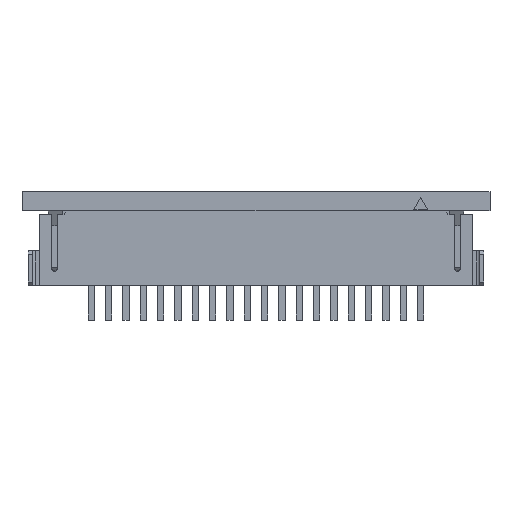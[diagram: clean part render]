
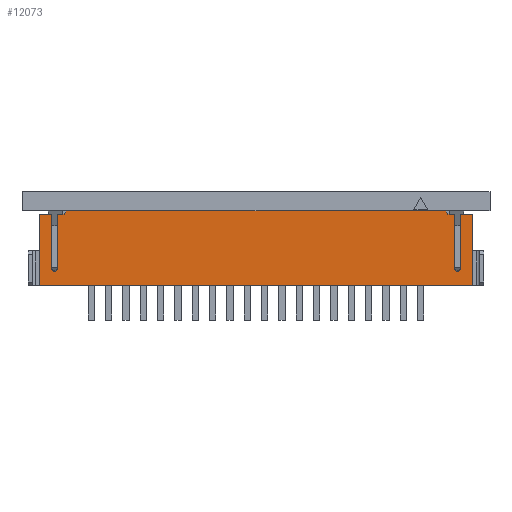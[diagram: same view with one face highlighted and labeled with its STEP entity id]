
A CAD part, front view. The second image highlights one B-rep face of the part: STEP entity #12073.
In plain terms, the highlighted planar face has unit normal (0, -1, 0).
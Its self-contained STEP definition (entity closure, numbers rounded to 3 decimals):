
#9=DIRECTION('',(0.,0.,-1.));
#10=VECTOR('',#9,4.1);
#11=CARTESIAN_POINT('',(-12.5,0.,4.1));
#12=LINE('',#11,#10);
#1750=DIRECTION('',(0.,0.,-1.));
#1751=VECTOR('',#1750,3.15);
#1752=CARTESIAN_POINT('',(-11.775,0.,4.1));
#1753=LINE('',#1752,#1751);
#1754=CARTESIAN_POINT('',(-11.625,0.,0.95));
#1755=DIRECTION('',(0.,-1.,0.));
#1756=DIRECTION('',(-1.,0.,0.));
#1757=AXIS2_PLACEMENT_3D('',#1754,#1755,#1756);
#1759=DIRECTION('',(0.,0.,1.));
#1760=VECTOR('',#1759,3.15);
#1761=CARTESIAN_POINT('',(-11.475,0.,0.95));
#1762=LINE('',#1761,#1760);
#1763=DIRECTION('',(1.,0.,0.));
#1764=VECTOR('',#1763,0.4);
#1765=CARTESIAN_POINT('',(-11.475,0.,4.1));
#1766=LINE('',#1765,#1764);
#1767=DIRECTION('',(0.6,0.,0.8));
#1768=VECTOR('',#1767,0.25);
#1769=CARTESIAN_POINT('',(-11.075,0.,4.1));
#1770=LINE('',#1769,#1768);
#1771=DIRECTION('',(1.,0.,0.));
#1772=VECTOR('',#1771,21.85);
#1773=CARTESIAN_POINT('',(-10.925,0.,4.3));
#1774=LINE('',#1773,#1772);
#1775=DIRECTION('',(0.6,0.,-0.8));
#1776=VECTOR('',#1775,0.25);
#1777=CARTESIAN_POINT('',(10.925,0.,4.3));
#1778=LINE('',#1777,#1776);
#1779=DIRECTION('',(-1.,0.,0.));
#1780=VECTOR('',#1779,0.4);
#1781=CARTESIAN_POINT('',(11.475,0.,4.1));
#1782=LINE('',#1781,#1780);
#1783=DIRECTION('',(0.,0.,-1.));
#1784=VECTOR('',#1783,3.15);
#1785=CARTESIAN_POINT('',(11.475,0.,4.1));
#1786=LINE('',#1785,#1784);
#1787=CARTESIAN_POINT('',(11.625,0.,0.95));
#1788=DIRECTION('',(0.,-1.,0.));
#1789=DIRECTION('',(-1.,0.,0.));
#1790=AXIS2_PLACEMENT_3D('',#1787,#1788,#1789);
#1792=DIRECTION('',(0.,0.,1.));
#1793=VECTOR('',#1792,3.15);
#1794=CARTESIAN_POINT('',(11.775,0.,0.95));
#1795=LINE('',#1794,#1793);
#1796=DIRECTION('',(-1.,0.,0.));
#1797=VECTOR('',#1796,0.725);
#1798=CARTESIAN_POINT('',(12.5,0.,4.1));
#1799=LINE('',#1798,#1797);
#1800=DIRECTION('',(1.,0.,0.));
#1801=VECTOR('',#1800,0.725);
#1802=CARTESIAN_POINT('',(-12.5,0.,4.1));
#1803=LINE('',#1802,#1801);
#2238=DIRECTION('',(1.,0.,0.));
#2239=VECTOR('',#2238,25.);
#2240=CARTESIAN_POINT('',(-12.5,0.,0.));
#2241=LINE('',#2240,#2239);
#7329=DIRECTION('',(0.,0.,-1.));
#7330=VECTOR('',#7329,4.1);
#7331=CARTESIAN_POINT('',(12.5,0.,4.1));
#7332=LINE('',#7331,#7330);
#7517=CARTESIAN_POINT('',(-12.5,0.,0.));
#7518=CARTESIAN_POINT('',(12.5,0.,0.));
#7519=VERTEX_POINT('',#7517);
#7520=VERTEX_POINT('',#7518);
#7525=CARTESIAN_POINT('',(-11.075,0.,4.1));
#7526=CARTESIAN_POINT('',(-10.925,0.,4.3));
#7527=VERTEX_POINT('',#7525);
#7528=VERTEX_POINT('',#7526);
#7529=CARTESIAN_POINT('',(-12.5,0.,4.1));
#7530=VERTEX_POINT('',#7529);
#7531=CARTESIAN_POINT('',(12.5,0.,4.1));
#7532=VERTEX_POINT('',#7531);
#7533=CARTESIAN_POINT('',(10.925,0.,4.3));
#7534=VERTEX_POINT('',#7533);
#7535=CARTESIAN_POINT('',(-11.775,0.,4.1));
#7536=CARTESIAN_POINT('',(-11.775,0.,0.95));
#7537=VERTEX_POINT('',#7535);
#7538=VERTEX_POINT('',#7536);
#7539=CARTESIAN_POINT('',(-11.475,0.,0.95));
#7540=VERTEX_POINT('',#7539);
#7541=CARTESIAN_POINT('',(-11.475,0.,4.1));
#7542=VERTEX_POINT('',#7541);
#7543=CARTESIAN_POINT('',(11.475,0.,4.1));
#7544=CARTESIAN_POINT('',(11.475,0.,0.95));
#7545=VERTEX_POINT('',#7543);
#7546=VERTEX_POINT('',#7544);
#7547=CARTESIAN_POINT('',(11.775,0.,0.95));
#7548=VERTEX_POINT('',#7547);
#7549=CARTESIAN_POINT('',(11.775,0.,4.1));
#7550=VERTEX_POINT('',#7549);
#7615=CARTESIAN_POINT('',(11.075,0.,4.1));
#7616=VERTEX_POINT('',#7615);
#12040=CARTESIAN_POINT('',(-12.5,0.,4.3));
#12041=DIRECTION('',(0.,-1.,0.));
#12042=DIRECTION('',(0.,0.,-1.));
#12043=AXIS2_PLACEMENT_3D('',#12040,#12041,#12042);
#12044=PLANE('',#12043);
#12046=ORIENTED_EDGE('',*,*,#12045,.T.);
#12048=ORIENTED_EDGE('',*,*,#12047,.T.);
#12050=ORIENTED_EDGE('',*,*,#12049,.T.);
#12052=ORIENTED_EDGE('',*,*,#12051,.T.);
#12054=ORIENTED_EDGE('',*,*,#12053,.T.);
#12055=ORIENTED_EDGE('',*,*,#11380,.T.);
#12057=ORIENTED_EDGE('',*,*,#12056,.T.);
#12058=ORIENTED_EDGE('',*,*,#11708,.F.);
#12059=ORIENTED_EDGE('',*,*,#11610,.T.);
#12061=ORIENTED_EDGE('',*,*,#12060,.T.);
#12062=ORIENTED_EDGE('',*,*,#12010,.T.);
#12063=ORIENTED_EDGE('',*,*,#11691,.F.);
#12065=ORIENTED_EDGE('',*,*,#12064,.T.);
#12067=ORIENTED_EDGE('',*,*,#12066,.F.);
#12068=ORIENTED_EDGE('',*,*,#9946,.F.);
#12070=ORIENTED_EDGE('',*,*,#12069,.T.);
#12071=EDGE_LOOP('',(#12046,#12048,#12050,#12052,#12054,#12055,#12057,#12058,
#12059,#12061,#12062,#12063,#12065,#12067,#12068,#12070));
#12072=FACE_OUTER_BOUND('',#12071,.F.);
#12073=ADVANCED_FACE('',(#12072),#12044,.T.);
#1758=CIRCLE('',#1757,0.15);
#1791=CIRCLE('',#1790,0.15);
#9946=EDGE_CURVE('',#7530,#7519,#12,.T.);
#11380=EDGE_CURVE('',#7528,#7534,#1774,.T.);
#11610=EDGE_CURVE('',#7545,#7546,#1786,.T.);
#11691=EDGE_CURVE('',#7532,#7550,#1799,.T.);
#11708=EDGE_CURVE('',#7545,#7616,#1782,.T.);
#12010=EDGE_CURVE('',#7548,#7550,#1795,.T.);
#12045=EDGE_CURVE('',#7537,#7538,#1753,.T.);
#12047=EDGE_CURVE('',#7538,#7540,#1758,.T.);
#12049=EDGE_CURVE('',#7540,#7542,#1762,.T.);
#12051=EDGE_CURVE('',#7542,#7527,#1766,.T.);
#12053=EDGE_CURVE('',#7527,#7528,#1770,.T.);
#12056=EDGE_CURVE('',#7534,#7616,#1778,.T.);
#12060=EDGE_CURVE('',#7546,#7548,#1791,.T.);
#12064=EDGE_CURVE('',#7532,#7520,#7332,.T.);
#12066=EDGE_CURVE('',#7519,#7520,#2241,.T.);
#12069=EDGE_CURVE('',#7530,#7537,#1803,.T.);
